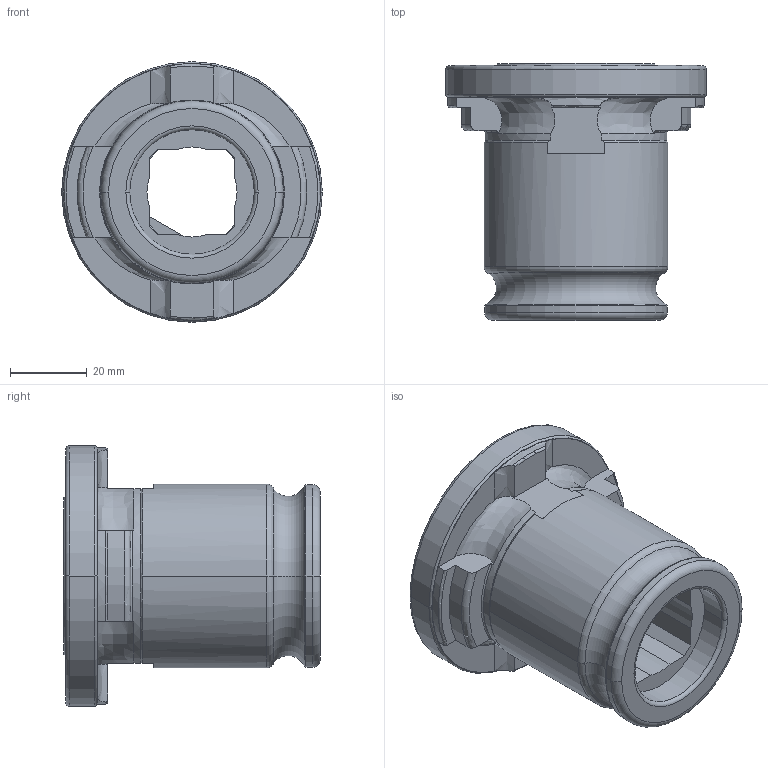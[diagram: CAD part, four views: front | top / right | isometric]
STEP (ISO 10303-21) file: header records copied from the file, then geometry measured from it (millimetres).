
FILE_DESCRIPTION((''),'2;1');
FILE_NAME('48-13_STP_2822_SW0001','2016-04-01T',('040'),(''),'CREO PARAMETRIC BY PTC INC, 2015380','CREO PARAMETRIC BY PTC INC, 2015380','');
FILE_SCHEMA(('CONFIG_CONTROL_DESIGN'));
Length unit declared in the file: millimetre
Products named in the file (1): 48-13_STP_2822_SW0001
Bounding box: 68 x 67 x 68 mm (x, y, z)
Volume: 83845 mm3; surface area: 28667.2 mm2
Topology: 1 solids, 1 shells, 183 faces, 482 edges, 295 vertices
Faces by surface type: cylinder 56, plane 53, torus 32, cone 28, bspline 8, sphere 6
Entity records: 6356 total; most frequent: CARTESIAN_POINT 1912, ORIENTED_EDGE 952, DIRECTION 912, EDGE_CURVE 476, AXIS2_PLACEMENT_3D 373, VERTEX_POINT 295, CIRCLE 198, EDGE_LOOP 191
